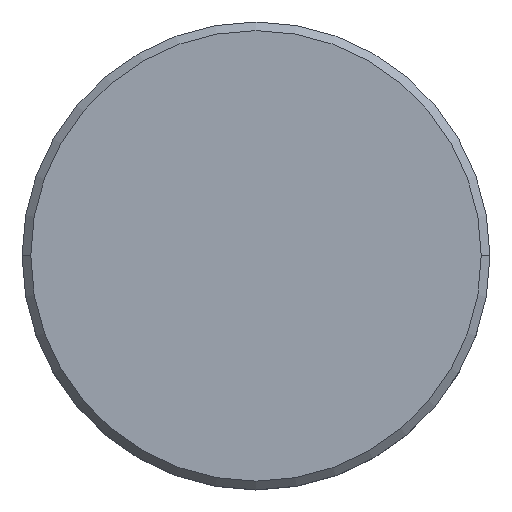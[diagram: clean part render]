
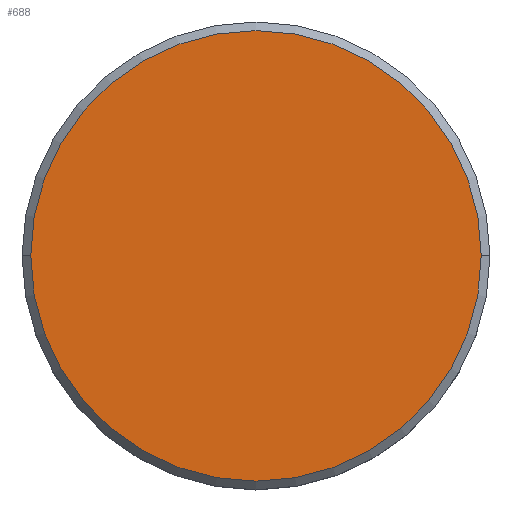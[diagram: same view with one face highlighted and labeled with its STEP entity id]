
A CAD part, top view. The second image highlights one B-rep face of the part: STEP entity #688.
In plain terms, the highlighted planar face has unit normal (0, 0, 1).
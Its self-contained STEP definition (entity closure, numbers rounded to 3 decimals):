
#90 = CARTESIAN_POINT ( 'NONE',  ( 0., 0., 0. ) ) ;
#202 = CARTESIAN_POINT ( 'NONE',  ( -13., 0., 0. ) ) ;
#257 = EDGE_LOOP ( 'NONE', ( #1075, #620 ) ) ;
#258 = CARTESIAN_POINT ( 'NONE',  ( 0., 0., 0. ) ) ;
#264 = EDGE_CURVE ( 'NONE', #1020, #748, #879, .T. ) ;
#335 = CARTESIAN_POINT ( 'NONE',  ( 13., 0., 0. ) ) ;
#358 = DIRECTION ( 'NONE',  ( 1., 0., 0. ) ) ;
#360 = DIRECTION ( 'NONE',  ( 0., 0., 1. ) ) ;
#374 = DIRECTION ( 'NONE',  ( 1., 0., 0. ) ) ;
#556 = CIRCLE ( 'NONE', #1028, 13. ) ;
#620 = ORIENTED_EDGE ( 'NONE', *, *, #264, .T. ) ;
#622 = DIRECTION ( 'NONE',  ( 0., 0., 1. ) ) ;
#688 = ADVANCED_FACE ( 'NONE', ( #1050 ), #804, .T. ) ;
#706 = AXIS2_PLACEMENT_3D ( 'NONE', #882, #1056, #374 ) ;
#727 = DIRECTION ( 'NONE',  ( 1., 0., 0. ) ) ;
#748 = VERTEX_POINT ( 'NONE', #202 ) ;
#804 = PLANE ( 'NONE',  #1082 ) ;
#879 = CIRCLE ( 'NONE', #706, 13. ) ;
#882 = CARTESIAN_POINT ( 'NONE',  ( 0., 0., 0. ) ) ;
#1020 = VERTEX_POINT ( 'NONE', #335 ) ;
#1028 = AXIS2_PLACEMENT_3D ( 'NONE', #90, #360, #727 ) ;
#1050 = FACE_OUTER_BOUND ( 'NONE', #257, .T. ) ;
#1056 = DIRECTION ( 'NONE',  ( 0., 0., 1. ) ) ;
#1073 = EDGE_CURVE ( 'NONE', #748, #1020, #556, .T. ) ;
#1075 = ORIENTED_EDGE ( 'NONE', *, *, #1073, .T. ) ;
#1082 = AXIS2_PLACEMENT_3D ( 'NONE', #258, #622, #358 ) ;
